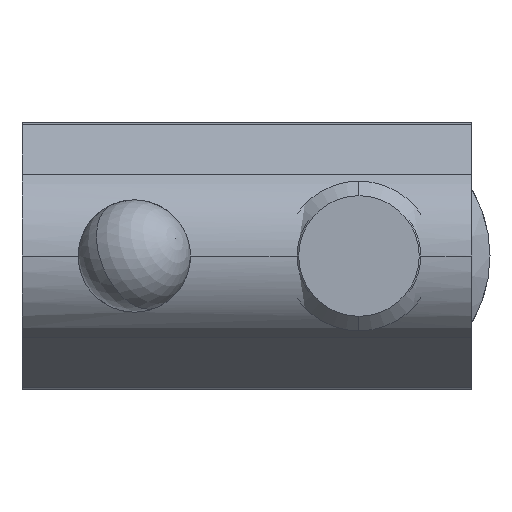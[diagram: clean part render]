
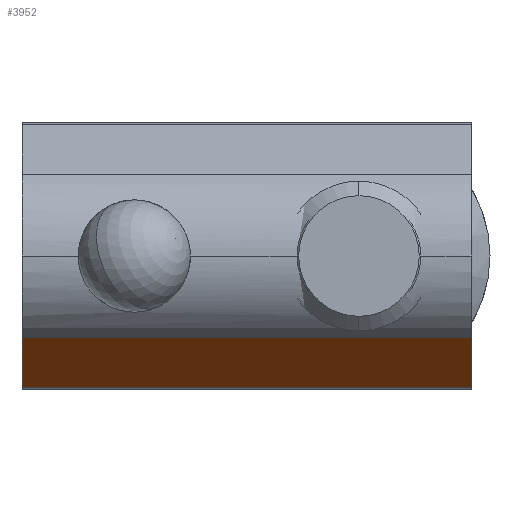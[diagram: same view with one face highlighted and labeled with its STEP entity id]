
A CAD part, front view. The second image highlights one B-rep face of the part: STEP entity #3952.
In plain terms, the highlighted planar face has unit normal (0, -0.545, -0.839).
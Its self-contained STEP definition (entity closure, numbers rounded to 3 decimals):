
#144 = CARTESIAN_POINT ( 'NONE',  ( 3., -4.816, -2.181 ) ) ;
#165 = PLANE ( 'NONE',  #1568 ) ;
#205 = DIRECTION ( 'NONE',  ( -1., 0., 0. ) ) ;
#275 = LINE ( 'NONE', #287, #507 ) ;
#287 = CARTESIAN_POINT ( 'NONE',  ( 3., -4.816, -2.181 ) ) ;
#507 = VECTOR ( 'NONE', #205, 1000. ) ;
#604 = VECTOR ( 'NONE', #2935, 1000. ) ;
#672 = LINE ( 'NONE', #2903, #604 ) ;
#780 = EDGE_CURVE ( 'NONE', #1030, #4911, #275, .T. ) ;
#835 = VECTOR ( 'NONE', #3184, 1000. ) ;
#1030 = VERTEX_POINT ( 'NONE', #3420 ) ;
#1146 = EDGE_CURVE ( 'NONE', #4911, #1229, #672, .T. ) ;
#1229 = VERTEX_POINT ( 'NONE', #2394 ) ;
#1568 = AXIS2_PLACEMENT_3D ( 'NONE', #144, #3391, #1833 ) ;
#1833 = DIRECTION ( 'NONE',  ( 0., 0.839, -0.545 ) ) ;
#2177 = CARTESIAN_POINT ( 'NONE',  ( 3., -2.763, -3.514 ) ) ;
#2284 = EDGE_CURVE ( 'NONE', #1229, #4171, #3260, .T. ) ;
#2394 = CARTESIAN_POINT ( 'NONE',  ( -9., -2.763, -3.514 ) ) ;
#2732 = ORIENTED_EDGE ( 'NONE', *, *, #4733, .T. ) ;
#2775 = EDGE_LOOP ( 'NONE', ( #4031, #4929, #2732, #4906 ) ) ;
#2903 = CARTESIAN_POINT ( 'NONE',  ( -9., -4.816, -2.181 ) ) ;
#2935 = DIRECTION ( 'NONE',  ( 0., 0.839, -0.545 ) ) ;
#3184 = DIRECTION ( 'NONE',  ( 1., 0., 0. ) ) ;
#3260 = LINE ( 'NONE', #4995, #835 ) ;
#3391 = DIRECTION ( 'NONE',  ( 0., -0.545, -0.839 ) ) ;
#3420 = CARTESIAN_POINT ( 'NONE',  ( 3., -4.816, -2.181 ) ) ;
#3615 = CARTESIAN_POINT ( 'NONE',  ( -9., -4.816, -2.181 ) ) ;
#3935 = VECTOR ( 'NONE', #3940, 1000. ) ;
#3940 = DIRECTION ( 'NONE',  ( 0., -0.839, 0.545 ) ) ;
#3945 = LINE ( 'NONE', #3979, #3935 ) ;
#3952 = ADVANCED_FACE ( 'NONE', ( #5030 ), #165, .T. ) ;
#3979 = CARTESIAN_POINT ( 'NONE',  ( 3., -4.816, -2.181 ) ) ;
#4031 = ORIENTED_EDGE ( 'NONE', *, *, #1146, .T. ) ;
#4171 = VERTEX_POINT ( 'NONE', #2177 ) ;
#4733 = EDGE_CURVE ( 'NONE', #4171, #1030, #3945, .T. ) ;
#4906 = ORIENTED_EDGE ( 'NONE', *, *, #780, .T. ) ;
#4911 = VERTEX_POINT ( 'NONE', #3615 ) ;
#4929 = ORIENTED_EDGE ( 'NONE', *, *, #2284, .T. ) ;
#4995 = CARTESIAN_POINT ( 'NONE',  ( 3., -2.763, -3.514 ) ) ;
#5030 = FACE_OUTER_BOUND ( 'NONE', #2775, .T. ) ;
